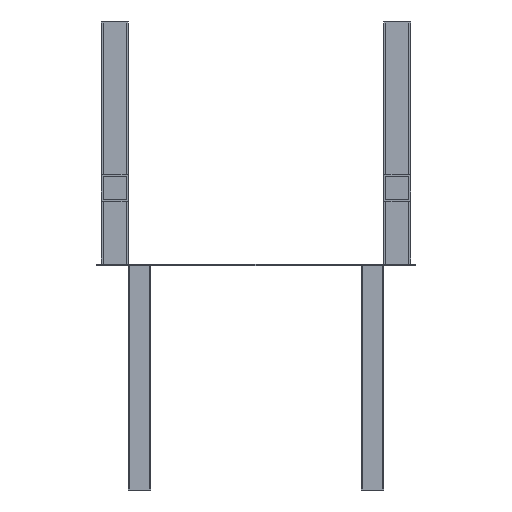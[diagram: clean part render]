
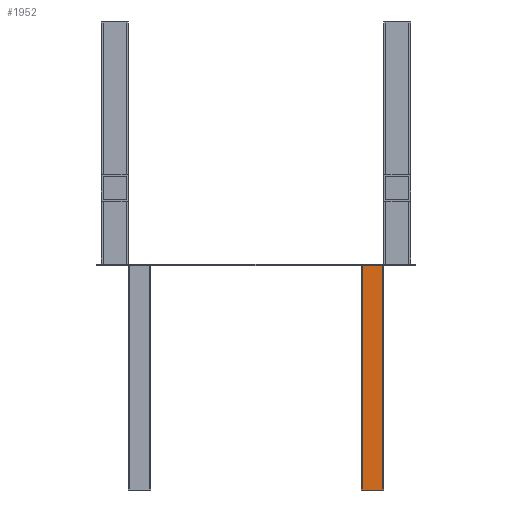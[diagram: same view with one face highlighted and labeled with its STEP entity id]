
A CAD part, left-side view. The second image highlights one B-rep face of the part: STEP entity #1952.
In plain terms, the highlighted planar face has unit normal (-1, 0, 0).
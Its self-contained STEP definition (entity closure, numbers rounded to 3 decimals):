
#23 = AXIS2_PLACEMENT_3D ( 'NONE', #143, #1988, #1076 ) ;
#143 = CARTESIAN_POINT ( 'NONE',  ( -102.366, -257.34, -252. ) ) ;
#182 = LINE ( 'NONE', #3073, #781 ) ;
#461 = CARTESIAN_POINT ( 'NONE',  ( -102.366, -257.34, -252. ) ) ;
#483 = CARTESIAN_POINT ( 'NONE',  ( -102.366, -282.34, -2. ) ) ;
#538 = VERTEX_POINT ( 'NONE', #483 ) ;
#773 = CARTESIAN_POINT ( 'NONE',  ( -102.366, -257.34, -252. ) ) ;
#781 = VECTOR ( 'NONE', #1819, 1000. ) ;
#820 = EDGE_CURVE ( 'NONE', #2381, #1581, #3566, .T. ) ;
#1076 = DIRECTION ( 'NONE',  ( 0., 0., 1. ) ) ;
#1397 = EDGE_CURVE ( 'NONE', #1710, #538, #182, .T. ) ;
#1400 = PLANE ( 'NONE',  #23 ) ;
#1514 = LINE ( 'NONE', #461, #3598 ) ;
#1581 = VERTEX_POINT ( 'NONE', #3887 ) ;
#1695 = CARTESIAN_POINT ( 'NONE',  ( -102.366, -257.34, -252. ) ) ;
#1710 = VERTEX_POINT ( 'NONE', #4110 ) ;
#1819 = DIRECTION ( 'NONE',  ( 0., -1., 0. ) ) ;
#1952 = ADVANCED_FACE ( 'NONE', ( #3922 ), #1400, .T. ) ;
#1988 = DIRECTION ( 'NONE',  ( -1., 0., 0. ) ) ;
#2370 = EDGE_CURVE ( 'NONE', #1581, #538, #3658, .T. ) ;
#2381 = VERTEX_POINT ( 'NONE', #773 ) ;
#2597 = ORIENTED_EDGE ( 'NONE', *, *, #4044, .F. ) ;
#2624 = DIRECTION ( 'NONE',  ( 0., -1., 0. ) ) ;
#2637 = DIRECTION ( 'NONE',  ( 0., 0., 1. ) ) ;
#2695 = ORIENTED_EDGE ( 'NONE', *, *, #1397, .F. ) ;
#2817 = EDGE_LOOP ( 'NONE', ( #2695, #2597, #3878, #2868 ) ) ;
#2868 = ORIENTED_EDGE ( 'NONE', *, *, #2370, .T. ) ;
#3073 = CARTESIAN_POINT ( 'NONE',  ( -102.366, -257.34, -2. ) ) ;
#3261 = CARTESIAN_POINT ( 'NONE',  ( -102.366, -282.34, -252. ) ) ;
#3449 = VECTOR ( 'NONE', #2624, 1000. ) ;
#3566 = LINE ( 'NONE', #1695, #3449 ) ;
#3598 = VECTOR ( 'NONE', #3745, 1000. ) ;
#3658 = LINE ( 'NONE', #3261, #4081 ) ;
#3745 = DIRECTION ( 'NONE',  ( 0., 0., 1. ) ) ;
#3878 = ORIENTED_EDGE ( 'NONE', *, *, #820, .T. ) ;
#3887 = CARTESIAN_POINT ( 'NONE',  ( -102.366, -282.34, -252. ) ) ;
#3922 = FACE_OUTER_BOUND ( 'NONE', #2817, .T. ) ;
#4044 = EDGE_CURVE ( 'NONE', #2381, #1710, #1514, .T. ) ;
#4081 = VECTOR ( 'NONE', #2637, 1000. ) ;
#4110 = CARTESIAN_POINT ( 'NONE',  ( -102.366, -257.34, -2. ) ) ;
